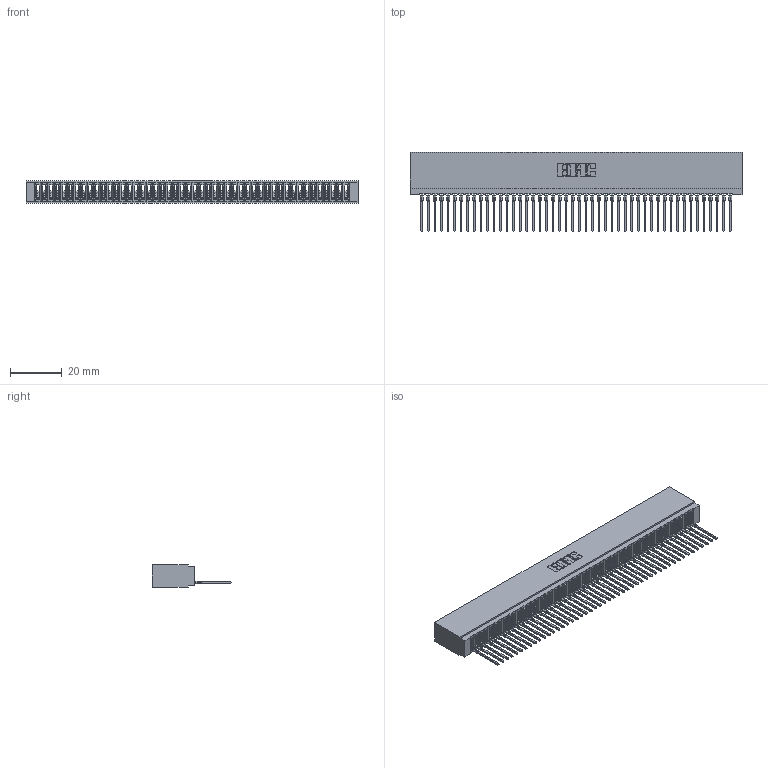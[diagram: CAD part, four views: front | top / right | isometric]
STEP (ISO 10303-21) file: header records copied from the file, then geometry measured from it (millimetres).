
FILE_DESCRIPTION (( 'STEP AP203' ), '1' );
FILE_NAME ('745-048-540-101.STEP', '2026-02-25T21:32:41', ( '' ), ( '' ), 'SwSTEP 2.0', 'SolidWorks 2023', '' );
FILE_SCHEMA (( 'CONFIG_CONTROL_DESIGN' ));
Length unit declared in the file: millimetre
Products named in the file (3): 745-048-540-101; 745-292-001_540; 745 Part_Insulator Option - 01
Assembly tree (49 placements, depth 2):
  745-048-540-101
    745 Part_Insulator Option - 01
    745-292-001_540  x48
Bounding box: 128.52 x 30.62 x 8.89 mm (x, y, z)
Volume: 11210.2 mm3; surface area: 21532.9 mm2
Topology: 49 solids, 49 shells, 5471 faces, 15042 edges, 9484 vertices
Faces by surface type: plane 3271, bspline 960, cylinder 952, torus 288
Entity records: 78454 total; most frequent: CARTESIAN_POINT 14327, ORIENTED_EDGE 13822, DIRECTION 11973, EDGE_CURVE 6911, VECTOR 6441, LINE 6441, VERTEX_POINT 4408, AXIS2_PLACEMENT_3D 2766
